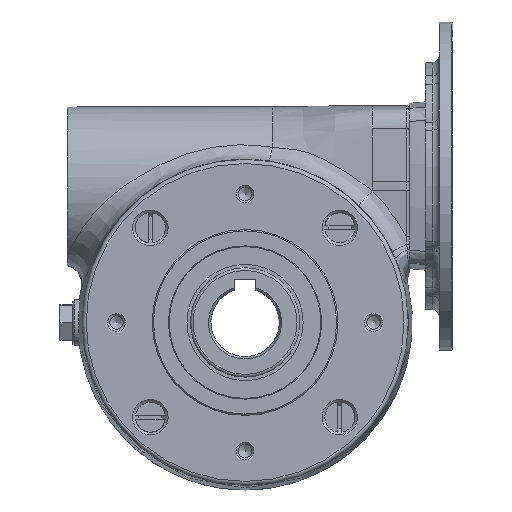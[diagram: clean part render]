
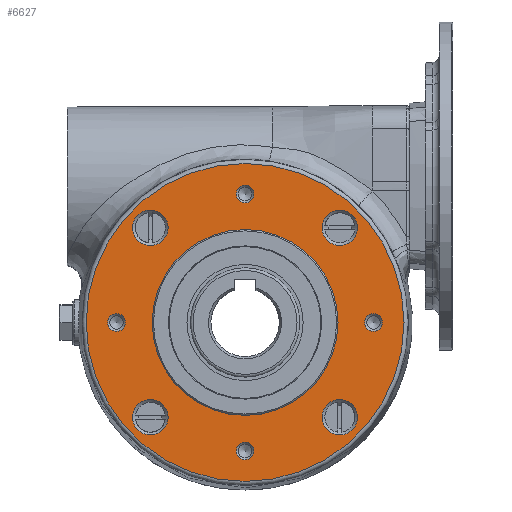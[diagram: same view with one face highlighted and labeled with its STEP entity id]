
A CAD part, top view. The second image highlights one B-rep face of the part: STEP entity #6627.
In plain terms, the highlighted planar face has unit normal (0, 0, 1).
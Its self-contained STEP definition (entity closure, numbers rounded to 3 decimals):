
#605=CIRCLE('',#7005,58.155);
#642=CIRCLE('',#7082,34.);
#643=CIRCLE('',#7084,6.5);
#644=CIRCLE('',#7085,6.5);
#645=CIRCLE('',#7086,6.5);
#646=CIRCLE('',#7087,6.5);
#647=CIRCLE('',#7088,3.259);
#648=CIRCLE('',#7089,3.259);
#649=CIRCLE('',#7090,3.259);
#650=CIRCLE('',#7091,3.259);
#1404=ORIENTED_EDGE('',*,*,#2490,.T.);
#1405=ORIENTED_EDGE('',*,*,#2491,.T.);
#1406=ORIENTED_EDGE('',*,*,#2492,.T.);
#1407=ORIENTED_EDGE('',*,*,#2493,.T.);
#1408=ORIENTED_EDGE('',*,*,#2494,.T.);
#1409=ORIENTED_EDGE('',*,*,#2495,.T.);
#1410=ORIENTED_EDGE('',*,*,#2496,.T.);
#1411=ORIENTED_EDGE('',*,*,#2497,.T.);
#1412=ORIENTED_EDGE('',*,*,#2489,.F.);
#1413=ORIENTED_EDGE('',*,*,#2444,.T.);
#2444=EDGE_CURVE('',#3055,#3055,#605,.F.);
#2489=EDGE_CURVE('',#3082,#3082,#642,.T.);
#2490=EDGE_CURVE('',#3083,#3083,#643,.T.);
#2491=EDGE_CURVE('',#3084,#3084,#644,.T.);
#2492=EDGE_CURVE('',#3085,#3085,#645,.T.);
#2493=EDGE_CURVE('',#3086,#3086,#646,.T.);
#2494=EDGE_CURVE('',#3087,#3087,#647,.T.);
#2495=EDGE_CURVE('',#3088,#3088,#648,.T.);
#2496=EDGE_CURVE('',#3089,#3089,#649,.T.);
#2497=EDGE_CURVE('',#3090,#3090,#650,.T.);
#3055=VERTEX_POINT('',#11929);
#3082=VERTEX_POINT('',#12213);
#3083=VERTEX_POINT('',#12216);
#3084=VERTEX_POINT('',#12218);
#3085=VERTEX_POINT('',#12220);
#3086=VERTEX_POINT('',#12222);
#3087=VERTEX_POINT('',#12224);
#3088=VERTEX_POINT('',#12226);
#3089=VERTEX_POINT('',#12228);
#3090=VERTEX_POINT('',#12230);
#3853=EDGE_LOOP('',(#1404));
#3854=EDGE_LOOP('',(#1405));
#3855=EDGE_LOOP('',(#1406));
#3856=EDGE_LOOP('',(#1407));
#3857=EDGE_LOOP('',(#1408));
#3858=EDGE_LOOP('',(#1409));
#3859=EDGE_LOOP('',(#1410));
#3860=EDGE_LOOP('',(#1411));
#3861=EDGE_LOOP('',(#1412));
#3862=EDGE_LOOP('',(#1413));
#4374=FACE_BOUND('',#3853,.T.);
#4375=FACE_BOUND('',#3854,.T.);
#4376=FACE_BOUND('',#3855,.T.);
#4377=FACE_BOUND('',#3856,.T.);
#4378=FACE_BOUND('',#3857,.T.);
#4379=FACE_BOUND('',#3858,.T.);
#4380=FACE_BOUND('',#3859,.T.);
#4381=FACE_BOUND('',#3860,.T.);
#4382=FACE_BOUND('',#3861,.T.);
#4383=FACE_BOUND('',#3862,.T.);
#4721=PLANE('',#7083);
#6627=ADVANCED_FACE('',(#4374,#4375,#4376,#4377,#4378,#4379,#4380,#4381,
#4382,#4383),#4721,.T.);
#7005=AXIS2_PLACEMENT_3D('',#11928,#7843,#7844);
#7082=AXIS2_PLACEMENT_3D('',#12212,#7997,#7998);
#7083=AXIS2_PLACEMENT_3D('',#12214,#7999,#8000);
#7084=AXIS2_PLACEMENT_3D('',#12215,#8001,#8002);
#7085=AXIS2_PLACEMENT_3D('',#12217,#8003,#8004);
#7086=AXIS2_PLACEMENT_3D('',#12219,#8005,#8006);
#7087=AXIS2_PLACEMENT_3D('',#12221,#8007,#8008);
#7088=AXIS2_PLACEMENT_3D('',#12223,#8009,#8010);
#7089=AXIS2_PLACEMENT_3D('',#12225,#8011,#8012);
#7090=AXIS2_PLACEMENT_3D('',#12227,#8013,#8014);
#7091=AXIS2_PLACEMENT_3D('',#12229,#8015,#8016);
#7843=DIRECTION('',(0.,0.,-1.));
#7844=DIRECTION('',(0.,-1.,0.));
#7997=DIRECTION('',(0.,0.,1.));
#7998=DIRECTION('',(1.,0.,0.));
#7999=DIRECTION('',(0.,0.,1.));
#8000=DIRECTION('',(1.,0.,0.));
#8001=DIRECTION('',(0.,0.,-1.));
#8002=DIRECTION('',(-1.,0.,0.));
#8003=DIRECTION('',(0.,0.,-1.));
#8004=DIRECTION('',(-1.,0.,0.));
#8005=DIRECTION('',(0.,0.,-1.));
#8006=DIRECTION('',(-1.,0.,0.));
#8007=DIRECTION('',(0.,0.,-1.));
#8008=DIRECTION('',(-1.,0.,0.));
#8009=DIRECTION('',(0.,0.,-1.));
#8010=DIRECTION('',(0.,1.,0.));
#8011=DIRECTION('',(0.,0.,-1.));
#8012=DIRECTION('',(1.,0.,0.));
#8013=DIRECTION('',(0.,0.,-1.));
#8014=DIRECTION('',(0.,-1.,0.));
#8015=DIRECTION('',(0.,0.,-1.));
#8016=DIRECTION('',(-1.,0.,0.));
#11928=CARTESIAN_POINT('',(0.,0.,38.));
#11929=CARTESIAN_POINT('',(0.,-58.155,38.));
#12212=CARTESIAN_POINT('',(0.,0.,38.));
#12213=CARTESIAN_POINT('',(34.,0.,38.));
#12214=CARTESIAN_POINT('',(34.,0.,38.));
#12215=CARTESIAN_POINT('',(34.648,34.648,38.));
#12216=CARTESIAN_POINT('',(28.148,34.648,38.));
#12217=CARTESIAN_POINT('',(34.648,-34.648,38.));
#12218=CARTESIAN_POINT('',(28.148,-34.648,38.));
#12219=CARTESIAN_POINT('',(-34.648,-34.648,38.));
#12220=CARTESIAN_POINT('',(-41.148,-34.648,38.));
#12221=CARTESIAN_POINT('',(-34.648,34.648,38.));
#12222=CARTESIAN_POINT('',(-41.148,34.648,38.));
#12223=CARTESIAN_POINT('',(-47.,0.,38.));
#12224=CARTESIAN_POINT('',(-47.,3.259,38.));
#12225=CARTESIAN_POINT('',(0.,47.,38.));
#12226=CARTESIAN_POINT('',(3.258,47.,38.));
#12227=CARTESIAN_POINT('',(47.,0.,38.));
#12228=CARTESIAN_POINT('',(47.,-3.258,38.));
#12229=CARTESIAN_POINT('',(0.,-47.,38.));
#12230=CARTESIAN_POINT('',(-3.258,-47.,38.));
